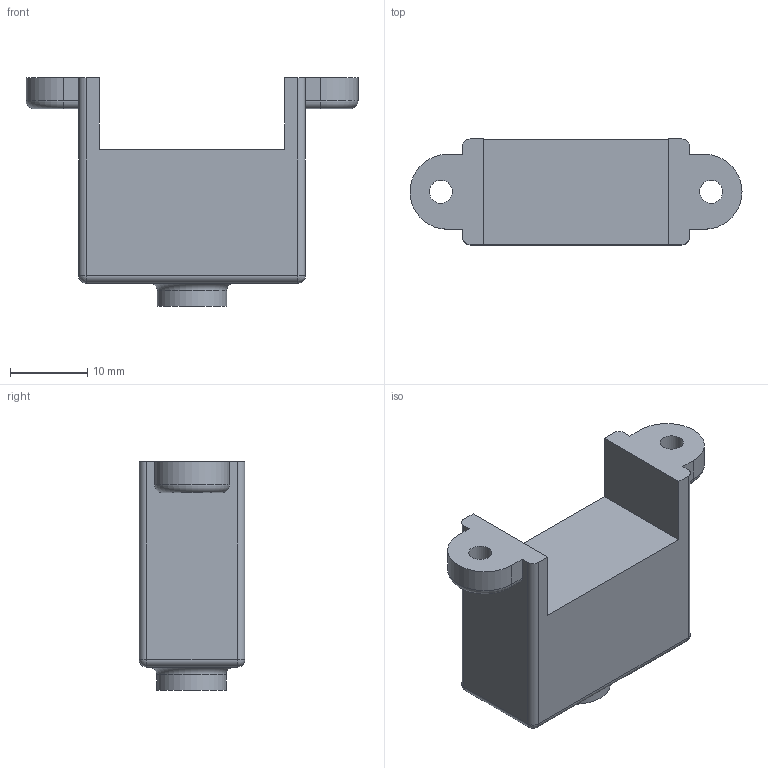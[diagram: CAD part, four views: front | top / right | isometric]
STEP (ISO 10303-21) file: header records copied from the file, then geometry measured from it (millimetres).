
FILE_DESCRIPTION(/* description */ (''),/* implementation_level */ '2;1');
FILE_NAME(/* name */ 'USB Type A - panel mount v3.step',/* time_stamp */ '2021-02-17T21:03:41+11:00',/* author */ (''),/* organization */ (''),/* preprocessor_version */ 'ST-DEVELOPER v18.1',/* originating_system */ 'Autodesk Translation Framework v9.7.1.1290',/* authorisation */ '');
FILE_SCHEMA (('AUTOMOTIVE_DESIGN { 1 0 10303 214 3 1 1 }'));
Length unit declared in the file: millimetre
Products named in the file (3): USB Type A - panel mount; Panel Mount USB; Shell
Assembly tree (2 placements, depth 3):
  USB Type A - panel mount
    Panel Mount USB
      Shell
Bounding box: 43 x 13.7 x 29.6 mm (x, y, z)
Volume: 8211.6 mm3; surface area: 3227 mm2
Topology: 1 solids, 1 shells, 41 faces, 97 edges, 59 vertices
Faces by surface type: cylinder 17, plane 17, sphere 4, torus 3
Full cylindrical faces by diameter (mm): 3 x2, 9 x1
Entity records: 1261 total; most frequent: DIRECTION 227, CARTESIAN_POINT 202, ORIENTED_EDGE 194, EDGE_CURVE 97, AXIS2_PLACEMENT_3D 84, LINE 59, VECTOR 59, VERTEX_POINT 59
